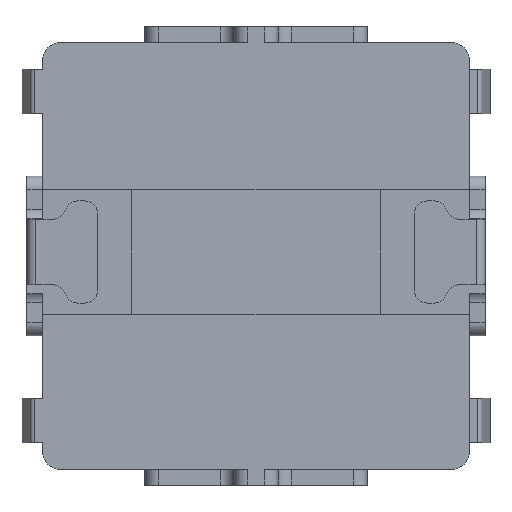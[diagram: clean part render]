
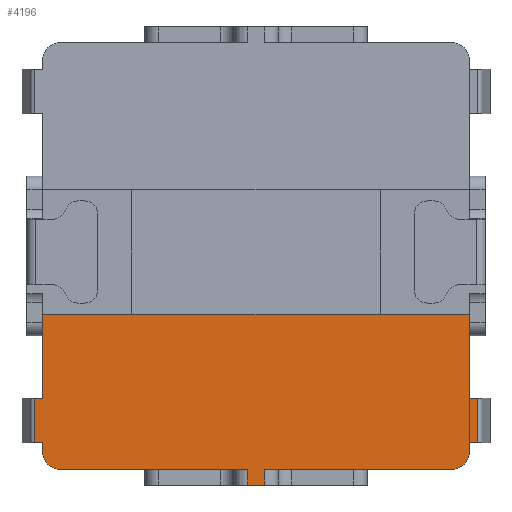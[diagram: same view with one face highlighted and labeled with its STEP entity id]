
A CAD part, front view. The second image highlights one B-rep face of the part: STEP entity #4196.
In plain terms, the highlighted planar face has unit normal (0, -1, 0).
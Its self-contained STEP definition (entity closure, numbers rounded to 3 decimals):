
#687=DIRECTION('',(0.,0.,1.));
#688=VECTOR('',#687,0.945);
#689=CARTESIAN_POINT('',(2.4,0.,-1.6));
#690=LINE('',#689,#688);
#923=DIRECTION('',(-1.,0.,0.));
#924=VECTOR('',#923,4.8);
#925=CARTESIAN_POINT('',(2.4,0.,-0.655));
#926=LINE('',#925,#924);
#989=DIRECTION('',(0.,0.,1.));
#990=VECTOR('',#989,0.5);
#991=CARTESIAN_POINT('',(2.492,0.,-2.1));
#992=LINE('',#991,#990);
#993=DIRECTION('',(-1.,0.,0.));
#994=VECTOR('',#993,0.092);
#995=CARTESIAN_POINT('',(2.492,0.,-2.1));
#996=LINE('',#995,#994);
#997=DIRECTION('',(0.,0.,-1.));
#998=VECTOR('',#997,0.1);
#999=CARTESIAN_POINT('',(2.4,0.,-2.1));
#1000=LINE('',#999,#998);
#1001=CARTESIAN_POINT('',(2.2,0.,-2.2));
#1002=DIRECTION('',(0.,1.,0.));
#1003=DIRECTION('',(1.,0.,0.));
#1004=AXIS2_PLACEMENT_3D('',#1001,#1002,#1003);
#1006=DIRECTION('',(0.,0.,-1.));
#1007=VECTOR('',#1006,0.18);
#1008=CARTESIAN_POINT('',(0.1,0.,-2.4));
#1009=LINE('',#1008,#1007);
#1010=DIRECTION('',(-1.,0.,0.));
#1011=VECTOR('',#1010,0.2);
#1012=CARTESIAN_POINT('',(0.1,0.,-2.58));
#1013=LINE('',#1012,#1011);
#1014=DIRECTION('',(0.,0.,-1.));
#1015=VECTOR('',#1014,0.18);
#1016=CARTESIAN_POINT('',(-0.1,0.,-2.4));
#1017=LINE('',#1016,#1015);
#1018=CARTESIAN_POINT('',(-2.2,0.,-2.2));
#1019=DIRECTION('',(0.,1.,0.));
#1020=DIRECTION('',(0.,0.,-1.));
#1021=AXIS2_PLACEMENT_3D('',#1018,#1019,#1020);
#1023=DIRECTION('',(0.,0.,1.));
#1024=VECTOR('',#1023,0.1);
#1025=CARTESIAN_POINT('',(-2.4,0.,-2.2));
#1026=LINE('',#1025,#1024);
#1027=DIRECTION('',(-1.,0.,0.));
#1028=VECTOR('',#1027,0.092);
#1029=CARTESIAN_POINT('',(-2.4,0.,-2.1));
#1030=LINE('',#1029,#1028);
#1031=DIRECTION('',(0.,0.,-1.));
#1032=VECTOR('',#1031,0.5);
#1033=CARTESIAN_POINT('',(-2.492,0.,-1.6));
#1034=LINE('',#1033,#1032);
#1035=DIRECTION('',(1.,0.,0.));
#1036=VECTOR('',#1035,0.092);
#1037=CARTESIAN_POINT('',(-2.492,0.,-1.6));
#1038=LINE('',#1037,#1036);
#1039=DIRECTION('',(1.,0.,0.));
#1040=VECTOR('',#1039,0.092);
#1041=CARTESIAN_POINT('',(2.4,0.,-1.6));
#1042=LINE('',#1041,#1040);
#1156=DIRECTION('',(0.,0.,-1.));
#1157=VECTOR('',#1156,0.945);
#1158=CARTESIAN_POINT('',(-2.4,0.,-0.655));
#1159=LINE('',#1158,#1157);
#1638=DIRECTION('',(1.,0.,0.));
#1639=VECTOR('',#1638,2.1);
#1640=CARTESIAN_POINT('',(-2.2,0.,-2.4));
#1641=LINE('',#1640,#1639);
#1683=DIRECTION('',(1.,0.,0.));
#1684=VECTOR('',#1683,2.1);
#1685=CARTESIAN_POINT('',(0.1,0.,-2.4));
#1686=LINE('',#1685,#1684);
#2121=CARTESIAN_POINT('',(2.4,0.,-2.2));
#2122=CARTESIAN_POINT('',(2.2,0.,-2.4));
#2123=VERTEX_POINT('',#2121);
#2124=VERTEX_POINT('',#2122);
#2125=CARTESIAN_POINT('',(-2.2,0.,-2.4));
#2126=CARTESIAN_POINT('',(-2.4,0.,-2.2));
#2127=VERTEX_POINT('',#2125);
#2128=VERTEX_POINT('',#2126);
#2301=CARTESIAN_POINT('',(0.1,0.,-2.4));
#2302=CARTESIAN_POINT('',(0.1,0.,-2.58));
#2303=VERTEX_POINT('',#2301);
#2304=VERTEX_POINT('',#2302);
#2305=CARTESIAN_POINT('',(-0.1,0.,-2.4));
#2306=CARTESIAN_POINT('',(-0.1,0.,-2.58));
#2307=VERTEX_POINT('',#2305);
#2308=VERTEX_POINT('',#2306);
#2463=CARTESIAN_POINT('',(2.4,0.,-0.655));
#2464=VERTEX_POINT('',#2463);
#2517=CARTESIAN_POINT('',(-2.4,0.,-0.655));
#2518=VERTEX_POINT('',#2517);
#2649=CARTESIAN_POINT('',(2.4,0.,-2.1));
#2650=VERTEX_POINT('',#2649);
#2651=CARTESIAN_POINT('',(-2.4,0.,-2.1));
#2652=VERTEX_POINT('',#2651);
#2653=CARTESIAN_POINT('',(2.4,0.,-1.6));
#2654=VERTEX_POINT('',#2653);
#2655=CARTESIAN_POINT('',(-2.4,0.,-1.6));
#2656=VERTEX_POINT('',#2655);
#2689=CARTESIAN_POINT('',(2.492,0.,-1.6));
#2691=VERTEX_POINT('',#2689);
#2695=CARTESIAN_POINT('',(2.492,0.,-2.1));
#2696=VERTEX_POINT('',#2695);
#2705=CARTESIAN_POINT('',(-2.492,0.,-2.1));
#2707=VERTEX_POINT('',#2705);
#2711=CARTESIAN_POINT('',(-2.492,0.,-1.6));
#2712=VERTEX_POINT('',#2711);
#4156=CARTESIAN_POINT('',(0.,0.,0.));
#4157=DIRECTION('',(0.,1.,0.));
#4158=DIRECTION('',(1.,0.,0.));
#4159=AXIS2_PLACEMENT_3D('',#4156,#4157,#4158);
#4160=PLANE('',#4159);
#4162=ORIENTED_EDGE('',*,*,#4161,.F.);
#4164=ORIENTED_EDGE('',*,*,#4163,.T.);
#4165=ORIENTED_EDGE('',*,*,#3823,.T.);
#4167=ORIENTED_EDGE('',*,*,#4166,.T.);
#4169=ORIENTED_EDGE('',*,*,#4168,.F.);
#4171=ORIENTED_EDGE('',*,*,#4170,.T.);
#4173=ORIENTED_EDGE('',*,*,#4172,.T.);
#4175=ORIENTED_EDGE('',*,*,#4174,.F.);
#4177=ORIENTED_EDGE('',*,*,#4176,.F.);
#4179=ORIENTED_EDGE('',*,*,#4178,.T.);
#4181=ORIENTED_EDGE('',*,*,#4180,.T.);
#4183=ORIENTED_EDGE('',*,*,#4182,.T.);
#4185=ORIENTED_EDGE('',*,*,#4184,.F.);
#4187=ORIENTED_EDGE('',*,*,#4186,.T.);
#4189=ORIENTED_EDGE('',*,*,#4188,.F.);
#4190=ORIENTED_EDGE('',*,*,#4097,.F.);
#4191=ORIENTED_EDGE('',*,*,#3827,.F.);
#4193=ORIENTED_EDGE('',*,*,#4192,.T.);
#4194=EDGE_LOOP('',(#4162,#4164,#4165,#4167,#4169,#4171,#4173,#4175,#4177,#4179,
#4181,#4183,#4185,#4187,#4189,#4190,#4191,#4193));
#4195=FACE_OUTER_BOUND('',#4194,.F.);
#1005=CIRCLE('',#1004,0.2);
#1022=CIRCLE('',#1021,0.2);
#3823=EDGE_CURVE('',#2650,#2123,#1000,.T.);
#3827=EDGE_CURVE('',#2654,#2464,#690,.T.);
#4097=EDGE_CURVE('',#2464,#2518,#926,.T.);
#4161=EDGE_CURVE('',#2696,#2691,#992,.T.);
#4163=EDGE_CURVE('',#2696,#2650,#996,.T.);
#4166=EDGE_CURVE('',#2123,#2124,#1005,.T.);
#4168=EDGE_CURVE('',#2303,#2124,#1686,.T.);
#4170=EDGE_CURVE('',#2303,#2304,#1009,.T.);
#4172=EDGE_CURVE('',#2304,#2308,#1013,.T.);
#4174=EDGE_CURVE('',#2307,#2308,#1017,.T.);
#4176=EDGE_CURVE('',#2127,#2307,#1641,.T.);
#4178=EDGE_CURVE('',#2127,#2128,#1022,.T.);
#4180=EDGE_CURVE('',#2128,#2652,#1026,.T.);
#4182=EDGE_CURVE('',#2652,#2707,#1030,.T.);
#4184=EDGE_CURVE('',#2712,#2707,#1034,.T.);
#4186=EDGE_CURVE('',#2712,#2656,#1038,.T.);
#4188=EDGE_CURVE('',#2518,#2656,#1159,.T.);
#4192=EDGE_CURVE('',#2654,#2691,#1042,.T.);
#4196=ADVANCED_FACE('',(#4195),#4160,.F.);
